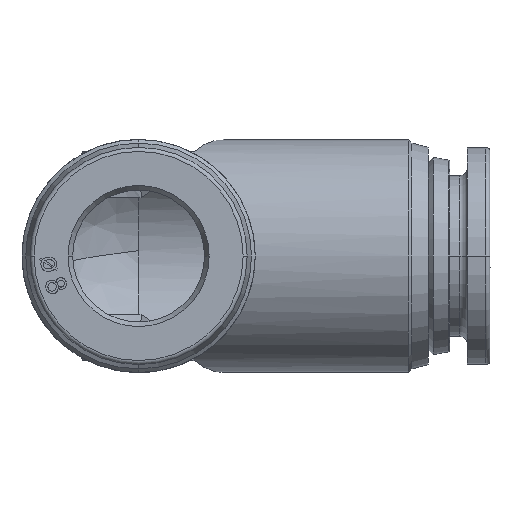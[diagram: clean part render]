
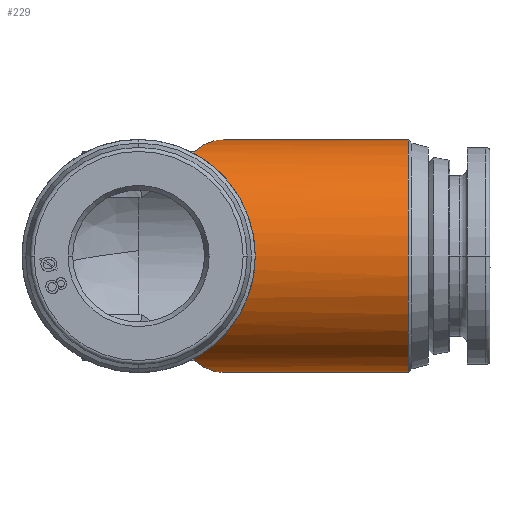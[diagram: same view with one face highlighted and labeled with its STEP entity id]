
A CAD part, front view. The second image highlights one B-rep face of the part: STEP entity #229.
In plain terms, the highlighted cylindrical face has radius 7.25 mm (diameter 14.5 mm), a partial arc.
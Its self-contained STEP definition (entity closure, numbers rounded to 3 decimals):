
#41 = CARTESIAN_POINT ( 'NONE',  ( 3.437, -3.281, -6.465 ) ) ;
#119 = VERTEX_POINT ( 'NONE', #2730 ) ;
#229 = ADVANCED_FACE ( 'NONE', ( #11067 ), #12574, .T. ) ;
#287 = EDGE_CURVE ( 'NONE', #119, #1097, #5050, .T. ) ;
#351 = CARTESIAN_POINT ( 'NONE',  ( 5.832, -5.832, 5.111 ) ) ;
#548 = CARTESIAN_POINT ( 'NONE',  ( 5.314, 0., -7.25 ) ) ;
#792 = CARTESIAN_POINT ( 'NONE',  ( 3.455, -3.22, 6.495 ) ) ;
#1019 = ORIENTED_EDGE ( 'NONE', *, *, #4640, .T. ) ;
#1067 = EDGE_CURVE ( 'NONE', #9251, #9497, #1311, .T. ) ;
#1097 = VERTEX_POINT ( 'NONE', #2889 ) ;
#1113 = VERTEX_POINT ( 'NONE', #2968 ) ;
#1311 =( BOUNDED_CURVE ( )  B_SPLINE_CURVE ( 3, ( #10660, #351, #2138, #6542 ),
 .UNSPECIFIED., .F., .T. ) 
 B_SPLINE_CURVE_WITH_KNOTS ( ( 4, 4 ),
 ( 5.201, 6.283 ),
 .UNSPECIFIED. ) 
 CURVE ( )  GEOMETRIC_REPRESENTATION_ITEM ( )  RATIONAL_B_SPLINE_CURVE ( ( 1., 0.905, 0.905, 1. ) ) 
 REPRESENTATION_ITEM ( '' )  );
#1722 = DIRECTION ( 'NONE',  ( 0., 0., -1. ) ) ;
#1842 = CARTESIAN_POINT ( 'NONE',  ( 3.419, -3.342, 6.434 ) ) ;
#2104 = ORIENTED_EDGE ( 'NONE', *, *, #6693, .T. ) ;
#2137 = CARTESIAN_POINT ( 'NONE',  ( 7.25, -7.25, 0. ) ) ;
#2138 = CARTESIAN_POINT ( 'NONE',  ( 7.25, -7.25, 2.752 ) ) ;
#2277 = ORIENTED_EDGE ( 'NONE', *, *, #12425, .T. ) ;
#2607 = CARTESIAN_POINT ( 'NONE',  ( 4.995, -0.553, -7.234 ) ) ;
#2730 = CARTESIAN_POINT ( 'NONE',  ( 3.455, -3.22, -6.496 ) ) ;
#2782 = VERTEX_POINT ( 'NONE', #11242 ) ;
#2828 = VERTEX_POINT ( 'NONE', #792 ) ;
#2889 = CARTESIAN_POINT ( 'NONE',  ( 5.314, 0., -7.25 ) ) ;
#2968 = CARTESIAN_POINT ( 'NONE',  ( 5.314, 0., 7.25 ) ) ;
#2982 = EDGE_CURVE ( 'NONE', #11213, #11763, #8011, .T. ) ;
#3618 = CARTESIAN_POINT ( 'NONE',  ( 4.519, -1.377, -7.123 ) ) ;
#3786 = ORIENTED_EDGE ( 'NONE', *, *, #287, .T. ) ;
#3821 = ORIENTED_EDGE ( 'NONE', *, *, #6865, .F. ) ;
#4095 = DIRECTION ( 'NONE',  ( 1., 0., 0. ) ) ;
#4160 = CARTESIAN_POINT ( 'NONE',  ( 3.402, -3.402, -6.402 ) ) ;
#4640 = EDGE_CURVE ( 'NONE', #1097, #11213, #11559, .T. ) ;
#4834 = CARTESIAN_POINT ( 'NONE',  ( 4.679, -1.1, 7.187 ) ) ;
#5050 = B_SPLINE_CURVE_WITH_KNOTS ( 'NONE', 3,
 ( #5635, #7653, #10520, #3618, #9529, #2607, #8546, #548 ),
 .UNSPECIFIED., .F., .F.,
 ( 4, 2, 2, 4 ),
 ( 0., 0.002, 0.003, 0.004 ),
 .UNSPECIFIED. ) ;
#5152 = AXIS2_PLACEMENT_3D ( 'NONE', #7683, #5752, #1722 ) ;
#5487 =( BOUNDED_CURVE ( )  B_SPLINE_CURVE ( 3, ( #11641, #1842, #11728, #5869 ),
 .UNSPECIFIED., .F., .T. ) 
 B_SPLINE_CURVE_WITH_KNOTS ( ( 4, 4 ),
 ( 3.641, 3.67 ),
 .UNSPECIFIED. ) 
 CURVE ( )  GEOMETRIC_REPRESENTATION_ITEM ( )  RATIONAL_B_SPLINE_CURVE ( ( 1., 1., 1., 1. ) ) 
 REPRESENTATION_ITEM ( '' )  );
#5635 = CARTESIAN_POINT ( 'NONE',  ( 3.455, -3.22, -6.496 ) ) ;
#5752 = DIRECTION ( 'NONE',  ( 1., 0., 0. ) ) ;
#5763 = CARTESIAN_POINT ( 'NONE',  ( 5.314, 0., 7.25 ) ) ;
#5847 = CARTESIAN_POINT ( 'NONE',  ( 3.75, -2.71, 6.749 ) ) ;
#5869 = CARTESIAN_POINT ( 'NONE',  ( 3.455, -3.22, 6.495 ) ) ;
#6232 = EDGE_LOOP ( 'NONE', ( #3821, #2104, #8017, #6743, #7727, #2277, #3786, #1019, #7133 ) ) ;
#6456 = CARTESIAN_POINT ( 'NONE',  ( 11.474, 0., -7.25 ) ) ;
#6542 = CARTESIAN_POINT ( 'NONE',  ( 7.25, -7.25, 0. ) ) ;
#6693 = EDGE_CURVE ( 'NONE', #1113, #2828, #10204, .T. ) ;
#6743 = ORIENTED_EDGE ( 'NONE', *, *, #1067, .T. ) ;
#6865 = EDGE_CURVE ( 'NONE', #1113, #11763, #7891, .T. ) ;
#7088 = CARTESIAN_POINT ( 'NONE',  ( 3.455, -3.22, -6.496 ) ) ;
#7133 = ORIENTED_EDGE ( 'NONE', *, *, #2982, .T. ) ;
#7264 = DIRECTION ( 'NONE',  ( -1., 0., 0. ) ) ;
#7285 = CARTESIAN_POINT ( 'NONE',  ( 7.25, -7.25, 0. ) ) ;
#7568 = AXIS2_PLACEMENT_3D ( 'NONE', #7687, #7264, #11153 ) ;
#7653 = CARTESIAN_POINT ( 'NONE',  ( 3.75, -2.709, -6.749 ) ) ;
#7683 = CARTESIAN_POINT ( 'NONE',  ( 11.474, 0., 0. ) ) ;
#7687 = CARTESIAN_POINT ( 'NONE',  ( 16.768, 0., 0. ) ) ;
#7727 = ORIENTED_EDGE ( 'NONE', *, *, #11698, .T. ) ;
#7891 = LINE ( 'NONE', #8059, #12704 ) ;
#8011 = CIRCLE ( 'NONE', #7568, 7.25 ) ;
#8017 = ORIENTED_EDGE ( 'NONE', *, *, #12345, .F. ) ;
#8059 = CARTESIAN_POINT ( 'NONE',  ( 11.474, 0., 7.25 ) ) ;
#8075 = CARTESIAN_POINT ( 'NONE',  ( 7.25, -7.25, -2.752 ) ) ;
#8546 = CARTESIAN_POINT ( 'NONE',  ( 5.155, -0.275, -7.25 ) ) ;
#8773 = CARTESIAN_POINT ( 'NONE',  ( 4.994, -0.554, 7.25 ) ) ;
#8780 = DIRECTION ( 'NONE',  ( 1., 0., 0. ) ) ;
#8987 = VECTOR ( 'NONE', #8780, 1000. ) ;
#9197 = CARTESIAN_POINT ( 'NONE',  ( 16.768, 0., 7.25 ) ) ;
#9251 = VERTEX_POINT ( 'NONE', #12378 ) ;
#9497 = VERTEX_POINT ( 'NONE', #7285 ) ;
#9529 = CARTESIAN_POINT ( 'NONE',  ( 4.677, -1.105, -7.171 ) ) ;
#9848 =( BOUNDED_CURVE ( )  B_SPLINE_CURVE ( 3, ( #2137, #8075, #10059, #4160 ),
 .UNSPECIFIED., .F., .F. ) 
 B_SPLINE_CURVE_WITH_KNOTS ( ( 4, 4 ),
 ( 0., 1.082 ),
 .UNSPECIFIED. ) 
 CURVE ( )  GEOMETRIC_REPRESENTATION_ITEM ( )  RATIONAL_B_SPLINE_CURVE ( ( 1., 0.905, 0.905, 1. ) ) 
 REPRESENTATION_ITEM ( '' )  );
#10059 = CARTESIAN_POINT ( 'NONE',  ( 5.832, -5.832, -5.111 ) ) ;
#10204 = B_SPLINE_CURVE_WITH_KNOTS ( 'NONE', 3,
 ( #5763, #8773, #4834, #11706, #5847, #12698 ),
 .UNSPECIFIED., .F., .F.,
 ( 4, 2, 4 ),
 ( 0.028, 0.03, 0.032 ),
 .UNSPECIFIED. ) ;
#10520 = CARTESIAN_POINT ( 'NONE',  ( 4.053, -2.184, -6.935 ) ) ;
#10660 = CARTESIAN_POINT ( 'NONE',  ( 3.402, -3.402, 6.402 ) ) ;
#10675 =( BOUNDED_CURVE ( )  B_SPLINE_CURVE ( 3, ( #11964, #11923, #41, #7088 ),
 .UNSPECIFIED., .F., .T. ) 
 B_SPLINE_CURVE_WITH_KNOTS ( ( 4, 4 ),
 ( 3.641, 3.67 ),
 .UNSPECIFIED. ) 
 CURVE ( )  GEOMETRIC_REPRESENTATION_ITEM ( )  RATIONAL_B_SPLINE_CURVE ( ( 1., 1., 1., 1. ) ) 
 REPRESENTATION_ITEM ( '' )  );
#10921 = CARTESIAN_POINT ( 'NONE',  ( 16.768, 0., -7.25 ) ) ;
#11067 = FACE_OUTER_BOUND ( 'NONE', #6232, .T. ) ;
#11153 = DIRECTION ( 'NONE',  ( 0., 0., 1. ) ) ;
#11213 = VERTEX_POINT ( 'NONE', #10921 ) ;
#11242 = CARTESIAN_POINT ( 'NONE',  ( 3.402, -3.402, -6.402 ) ) ;
#11559 = LINE ( 'NONE', #6456, #8987 ) ;
#11641 = CARTESIAN_POINT ( 'NONE',  ( 3.402, -3.402, 6.402 ) ) ;
#11698 = EDGE_CURVE ( 'NONE', #9497, #2782, #9848, .T. ) ;
#11706 = CARTESIAN_POINT ( 'NONE',  ( 4.058, -2.176, 6.938 ) ) ;
#11728 = CARTESIAN_POINT ( 'NONE',  ( 3.437, -3.281, 6.465 ) ) ;
#11763 = VERTEX_POINT ( 'NONE', #9197 ) ;
#11923 = CARTESIAN_POINT ( 'NONE',  ( 3.419, -3.342, -6.434 ) ) ;
#11964 = CARTESIAN_POINT ( 'NONE',  ( 3.402, -3.402, -6.402 ) ) ;
#12345 = EDGE_CURVE ( 'NONE', #9251, #2828, #5487, .T. ) ;
#12378 = CARTESIAN_POINT ( 'NONE',  ( 3.402, -3.402, 6.402 ) ) ;
#12425 = EDGE_CURVE ( 'NONE', #2782, #119, #10675, .T. ) ;
#12574 = CYLINDRICAL_SURFACE ( 'NONE', #5152, 7.25 ) ;
#12698 = CARTESIAN_POINT ( 'NONE',  ( 3.455, -3.22, 6.495 ) ) ;
#12704 = VECTOR ( 'NONE', #4095, 1000. ) ;
